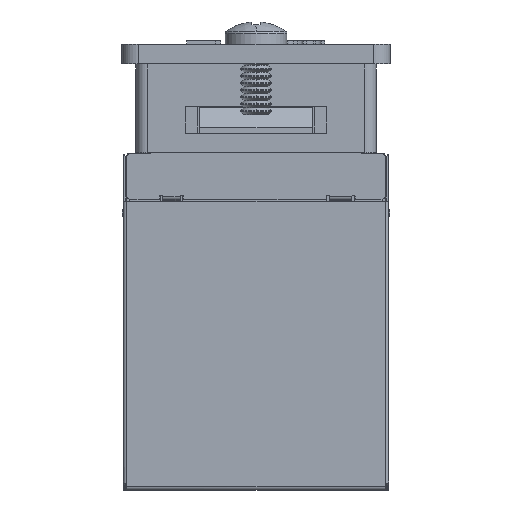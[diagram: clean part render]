
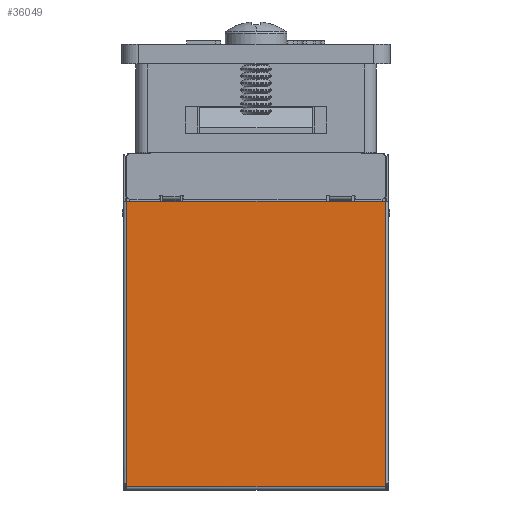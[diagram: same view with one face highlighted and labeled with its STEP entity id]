
A CAD part, front view. The second image highlights one B-rep face of the part: STEP entity #36049.
In plain terms, the highlighted face is planar.
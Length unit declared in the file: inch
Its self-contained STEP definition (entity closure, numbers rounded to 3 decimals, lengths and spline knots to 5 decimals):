
#2097 = AXIS2_PLACEMENT_3D ( 'NONE', #41018, #86466, #131907 ) ;
#2169 = CARTESIAN_POINT ( 'NONE',  ( 0.47047, 1.02362, -0.32874 ) ) ;
#9037 = CARTESIAN_POINT ( 'NONE',  ( 0.45866, 0.02362, -0.32874 ) ) ;
#11860 = VERTEX_POINT ( 'NONE', #29704 ) ;
#11959 = CARTESIAN_POINT ( 'NONE',  ( 0.45866, 1.02362, -0.32874 ) ) ;
#13437 = LINE ( 'NONE', #104294, #88574 ) ;
#14509 = VECTOR ( 'NONE', #47504, 39.37008 ) ;
#14741 = ORIENTED_EDGE ( 'NONE', *, *, #134960, .T. ) ;
#16548 = ORIENTED_EDGE ( 'NONE', *, *, #44823, .T. ) ;
#21082 = CIRCLE ( 'NONE', #2097, 0.01893 ) ;
#21666 = DIRECTION ( 'NONE',  ( 0., -1., 0. ) ) ;
#24981 = DIRECTION ( 'NONE',  ( 0., 1., 0. ) ) ;
#24990 = CARTESIAN_POINT ( 'NONE',  ( 0.47047, 0., -0.32874 ) ) ;
#27896 = DIRECTION ( 'NONE',  ( 0., 0., 1. ) ) ;
#29704 = CARTESIAN_POINT ( 'NONE',  ( 0.45772, 0.01181, -0.32874 ) ) ;
#31050 = CARTESIAN_POINT ( 'NONE',  ( -0.45772, 0.01181, -0.32874 ) ) ;
#33589 = ORIENTED_EDGE ( 'NONE', *, *, #57857, .F. ) ;
#36049 = ADVANCED_FACE ( 'NONE', ( #37596 ), #129940, .F. ) ;
#36214 = AXIS2_PLACEMENT_3D ( 'NONE', #72244, #58798, #93134 ) ;
#36357 = LINE ( 'NONE', #2169, #14509 ) ;
#37596 = FACE_OUTER_BOUND ( 'NONE', #58714, .T. ) ;
#38795 = ORIENTED_EDGE ( 'NONE', *, *, #143915, .T. ) ;
#41018 = CARTESIAN_POINT ( 'NONE',  ( -0.47611, 0.01628, -0.32874 ) ) ;
#44823 = EDGE_CURVE ( 'NONE', #11860, #59944, #13437, .T. ) ;
#47504 = DIRECTION ( 'NONE',  ( -1., 0., 0. ) ) ;
#48155 = VERTEX_POINT ( 'NONE', #100919 ) ;
#53026 = VECTOR ( 'NONE', #24981, 39.37008 ) ;
#57857 = EDGE_CURVE ( 'NONE', #11860, #83975, #109905, .T. ) ;
#58714 = EDGE_LOOP ( 'NONE', ( #38795, #33589, #16548, #81093, #14741, #134665 ) ) ;
#58798 = DIRECTION ( 'NONE',  ( 0., 0., -1. ) ) ;
#59944 = VERTEX_POINT ( 'NONE', #31050 ) ;
#61376 = DIRECTION ( 'NONE',  ( 1., 0., 0. ) ) ;
#67956 = VECTOR ( 'NONE', #21666, 39.37008 ) ;
#72244 = CARTESIAN_POINT ( 'NONE',  ( 0.47611, 0.01628, -0.32874 ) ) ;
#77198 = EDGE_CURVE ( 'NONE', #133307, #59944, #21082, .T. ) ;
#78359 = CARTESIAN_POINT ( 'NONE',  ( 0.45866, 1.02362, -0.32874 ) ) ;
#81093 = ORIENTED_EDGE ( 'NONE', *, *, #77198, .F. ) ;
#82268 = CARTESIAN_POINT ( 'NONE',  ( -0.45866, 0.01181, -0.32874 ) ) ;
#83975 = VERTEX_POINT ( 'NONE', #9037 ) ;
#86466 = DIRECTION ( 'NONE',  ( 0., 0., -1. ) ) ;
#88574 = VECTOR ( 'NONE', #116201, 39.37008 ) ;
#93134 = DIRECTION ( 'NONE',  ( 0., -1., 0. ) ) ;
#98328 = AXIS2_PLACEMENT_3D ( 'NONE', #24990, #27896, #61376 ) ;
#100919 = CARTESIAN_POINT ( 'NONE',  ( -0.45866, 1.02362, -0.32874 ) ) ;
#104059 = EDGE_CURVE ( 'NONE', #112929, #48155, #36357, .T. ) ;
#104294 = CARTESIAN_POINT ( 'NONE',  ( 0.47047, 0.01181, -0.32874 ) ) ;
#109905 = CIRCLE ( 'NONE', #36214, 0.01893 ) ;
#112929 = VERTEX_POINT ( 'NONE', #78359 ) ;
#116201 = DIRECTION ( 'NONE',  ( -1., 0., 0. ) ) ;
#122226 = CARTESIAN_POINT ( 'NONE',  ( -0.45866, 0.02362, -0.32874 ) ) ;
#127044 = LINE ( 'NONE', #82268, #53026 ) ;
#129940 = PLANE ( 'NONE',  #98328 ) ;
#131907 = DIRECTION ( 'NONE',  ( 0., 1., 0. ) ) ;
#133307 = VERTEX_POINT ( 'NONE', #122226 ) ;
#134665 = ORIENTED_EDGE ( 'NONE', *, *, #104059, .F. ) ;
#134960 = EDGE_CURVE ( 'NONE', #133307, #48155, #127044, .T. ) ;
#136267 = LINE ( 'NONE', #11959, #67956 ) ;
#143915 = EDGE_CURVE ( 'NONE', #112929, #83975, #136267, .T. ) ;
